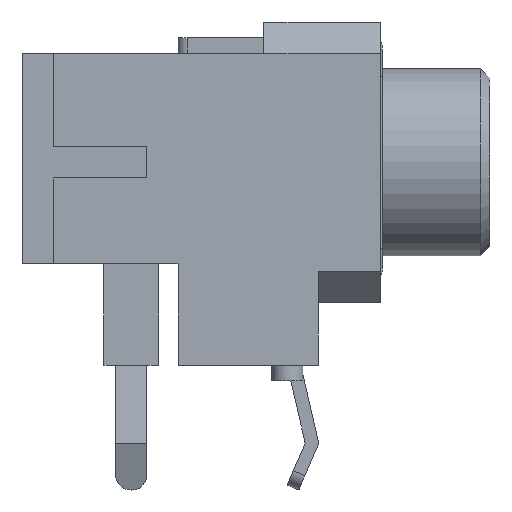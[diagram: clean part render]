
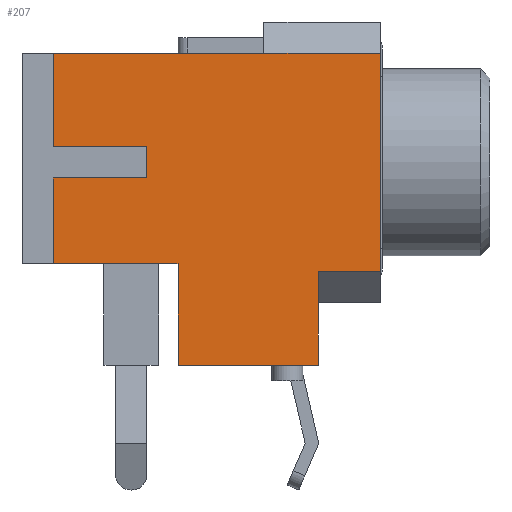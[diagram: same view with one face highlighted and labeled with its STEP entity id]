
A CAD part, front view. The second image highlights one B-rep face of the part: STEP entity #207.
In plain terms, the highlighted planar face has unit normal (0, -1, 0).
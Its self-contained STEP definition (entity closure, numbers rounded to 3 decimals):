
#207=ADVANCED_FACE('',(#457),#458,.F.);
#457=FACE_OUTER_BOUND('',#880,.T.);
#458=PLANE('',#881);
#880=EDGE_LOOP('',(#1573,#1574,#1575,#1576,#1577,#1578,#1579,#1580,#1581,#1582,#1583,#1584,#1585));
#881=AXIS2_PLACEMENT_3D('',#1586,#1587,#1588);
#1573=ORIENTED_EDGE('',*,*,#3066,.T.);
#1574=ORIENTED_EDGE('',*,*,#3067,.F.);
#1575=ORIENTED_EDGE('',*,*,#3068,.F.);
#1576=ORIENTED_EDGE('',*,*,#3069,.F.);
#1577=ORIENTED_EDGE('',*,*,#3070,.T.);
#1578=ORIENTED_EDGE('',*,*,#3071,.T.);
#1579=ORIENTED_EDGE('',*,*,#3072,.T.);
#1580=ORIENTED_EDGE('',*,*,#3073,.T.);
#1581=ORIENTED_EDGE('',*,*,#3074,.T.);
#1582=ORIENTED_EDGE('',*,*,#2985,.F.);
#1583=ORIENTED_EDGE('',*,*,#3065,.T.);
#1584=ORIENTED_EDGE('',*,*,#3075,.T.);
#1585=ORIENTED_EDGE('',*,*,#3076,.T.);
#1586=CARTESIAN_POINT('',(-3.5,-6.0,4.5));
#1587=DIRECTION('',(0.0,1.0,0.0));
#1588=DIRECTION('',(1.0,0.0,0.0));
#2985=EDGE_CURVE('',#3578,#3580,#3581,.T.);
#3065=EDGE_CURVE('',#3578,#3727,#3729,.T.);
#3066=EDGE_CURVE('',#3730,#3731,#3732,.T.);
#3067=EDGE_CURVE('',#3733,#3731,#3734,.T.);
#3068=EDGE_CURVE('',#3735,#3733,#3736,.T.);
#3069=EDGE_CURVE('',#3737,#3735,#3738,.T.);
#3070=EDGE_CURVE('',#3737,#3739,#3740,.T.);
#3071=EDGE_CURVE('',#3739,#3741,#3742,.T.);
#3072=EDGE_CURVE('',#3741,#3743,#3744,.T.);
#3073=EDGE_CURVE('',#3743,#3745,#3746,.T.);
#3074=EDGE_CURVE('',#3745,#3580,#3747,.T.);
#3075=EDGE_CURVE('',#3727,#3748,#3749,.T.);
#3076=EDGE_CURVE('',#3748,#3730,#3750,.T.);
#3578=VERTEX_POINT('',#4504);
#3580=VERTEX_POINT('',#4507);
#3581=LINE('',#4508,#4509);
#3727=VERTEX_POINT('',#4717);
#3729=LINE('',#4720,#4721);
#3730=VERTEX_POINT('',#4722);
#3731=VERTEX_POINT('',#4723);
#3732=LINE('',#4724,#4725);
#3733=VERTEX_POINT('',#4726);
#3734=LINE('',#4727,#4728);
#3735=VERTEX_POINT('',#4729);
#3736=LINE('',#4730,#4731);
#3737=VERTEX_POINT('',#4732);
#3738=LINE('',#4733,#4734);
#3739=VERTEX_POINT('',#4735);
#3740=LINE('',#4736,#4737);
#3741=VERTEX_POINT('',#4738);
#3742=LINE('',#4739,#4740);
#3743=VERTEX_POINT('',#4741);
#3744=LINE('',#4742,#4743);
#3745=VERTEX_POINT('',#4744);
#3746=LINE('',#4745,#4746);
#3747=LINE('',#4747,#4748);
#3748=VERTEX_POINT('',#4749);
#3749=LINE('',#4750,#4751);
#3750=LINE('',#4752,#4753);
#4504=CARTESIAN_POINT('',(-10.0,-6.0,-3.25));
#4507=CARTESIAN_POINT('',(-14.0,-6.0,-3.25));
#4508=CARTESIAN_POINT('',(-10.0,-6.0,-3.25));
#4509=VECTOR('',#5741,4.0);
#4717=CARTESIAN_POINT('',(-10.0,-6.0,-6.5));
#4720=CARTESIAN_POINT('',(-10.0,-6.0,-3.25));
#4721=VECTOR('',#5853,3.25);
#4722=CARTESIAN_POINT('',(-5.5,-6.0,-3.5));
#4723=CARTESIAN_POINT('',(-3.5,-6.0,-3.5));
#4724=CARTESIAN_POINT('',(-5.5,-6.0,-3.5));
#4725=VECTOR('',#5854,2.0);
#4726=CARTESIAN_POINT('',(-3.5,-6.0,3.5));
#4727=CARTESIAN_POINT('',(-3.5,-6.0,3.5));
#4728=VECTOR('',#5855,7.0);
#4729=CARTESIAN_POINT('',(-7.25,-6.0,3.5));
#4730=CARTESIAN_POINT('',(-7.25,-6.0,3.5));
#4731=VECTOR('',#5856,3.75);
#4732=CARTESIAN_POINT('',(-14.0,-6.0,3.5));
#4733=CARTESIAN_POINT('',(-14.0,-6.0,3.5));
#4734=VECTOR('',#5857,6.75);
#4735=CARTESIAN_POINT('',(-14.0,-6.0,0.5));
#4736=CARTESIAN_POINT('',(-14.0,-6.0,3.5));
#4737=VECTOR('',#5858,3.0);
#4738=CARTESIAN_POINT('',(-11.0,-6.0,0.5));
#4739=CARTESIAN_POINT('',(-14.0,-6.0,0.5));
#4740=VECTOR('',#5859,3.0);
#4741=CARTESIAN_POINT('',(-11.0,-6.0,-0.5));
#4742=CARTESIAN_POINT('',(-11.0,-6.0,0.5));
#4743=VECTOR('',#5860,1.0);
#4744=CARTESIAN_POINT('',(-14.0,-6.0,-0.5));
#4745=CARTESIAN_POINT('',(-11.0,-6.0,-0.5));
#4746=VECTOR('',#5861,3.0);
#4747=CARTESIAN_POINT('',(-14.0,-6.0,-0.5));
#4748=VECTOR('',#5862,2.75);
#4749=CARTESIAN_POINT('',(-5.5,-6.0,-6.5));
#4750=CARTESIAN_POINT('',(-10.0,-6.0,-6.5));
#4751=VECTOR('',#5863,4.5);
#4752=CARTESIAN_POINT('',(-5.5,-6.0,-6.5));
#4753=VECTOR('',#5864,3.0);
#5741=DIRECTION('',(-1.0,0.0,0.0));
#5853=DIRECTION('',(0.0,0.0,-1.0));
#5854=DIRECTION('',(1.0,0.0,0.0));
#5855=DIRECTION('',(0.0,0.0,-1.0));
#5856=DIRECTION('',(1.0,0.0,0.0));
#5857=DIRECTION('',(1.0,0.0,0.0));
#5858=DIRECTION('',(0.0,0.0,-1.0));
#5859=DIRECTION('',(1.0,0.0,0.0));
#5860=DIRECTION('',(0.0,0.0,-1.0));
#5861=DIRECTION('',(-1.0,0.0,0.0));
#5862=DIRECTION('',(0.0,0.0,-1.0));
#5863=DIRECTION('',(1.0,0.0,0.0));
#5864=DIRECTION('',(0.0,0.0,1.0));
